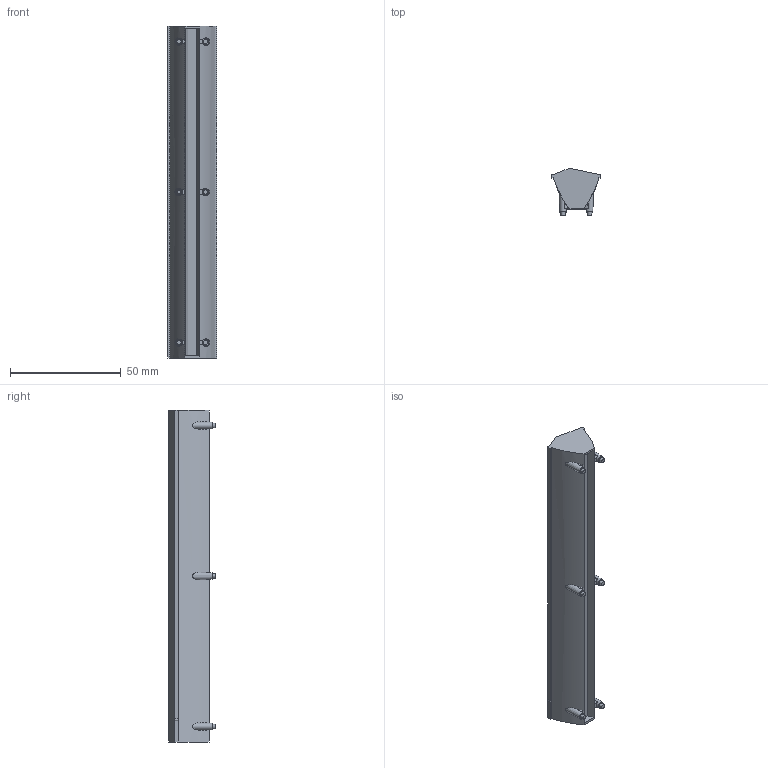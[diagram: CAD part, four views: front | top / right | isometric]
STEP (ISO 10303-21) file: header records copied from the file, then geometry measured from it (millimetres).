
FILE_DESCRIPTION(('STEP AP203'),'1');
FILE_NAME('X71682_Linear_collimator_150_ASY.step','2019-06-05T06:43:04',(' '),(' '),'Spatial InterOp 3D',' ',' ');
FILE_SCHEMA(('CONFIG_CONTROL_DESIGN'));
Length unit declared in the file: millimetre
Products named in the file (1): 1
Bounding box: 22.25 x 21.17 x 150 mm (x, y, z)
Volume: 28791 mm3; surface area: 12994.2 mm2
Topology: 1 solids, 1 shells, 175 faces, 363 edges, 239 vertices
Faces by surface type: plane 108, extrusion 44, cone 18, cylinder 5
Full cylindrical faces by diameter (mm): 0.3 x1
Entity records: 7599 total; most frequent: CARTESIAN_POINT 4327, ORIENTED_EDGE 626, DIRECTION 519, EDGE_CURVE 313, EDGE_LOOP 249, VERTEX_POINT 226, FACE_OUTER_BOUND 188, B_SPLINE_CURVE_WITH_KNOTS 180
